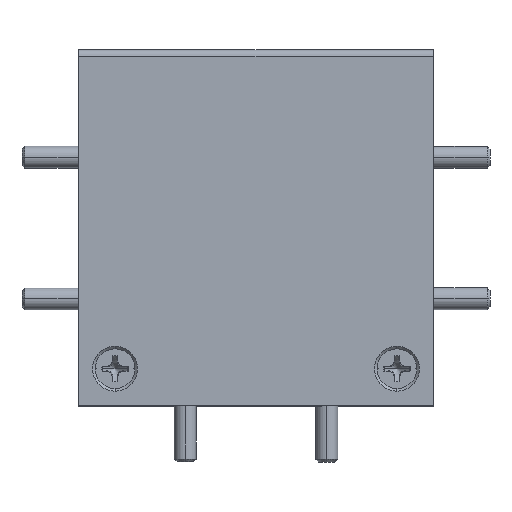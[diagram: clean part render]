
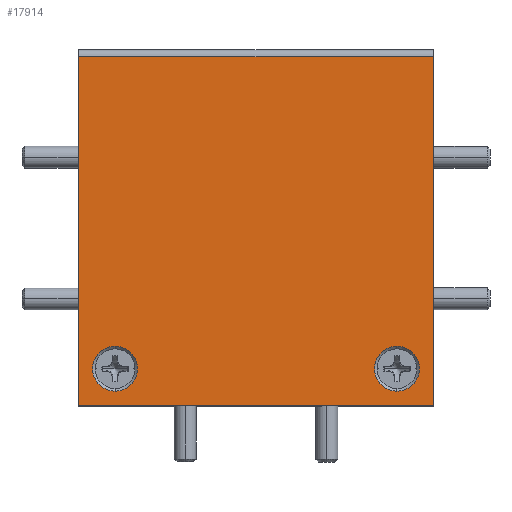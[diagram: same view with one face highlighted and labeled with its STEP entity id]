
A CAD part, top view. The second image highlights one B-rep face of the part: STEP entity #17914.
In plain terms, the highlighted planar face has unit normal (0, 0, 1).
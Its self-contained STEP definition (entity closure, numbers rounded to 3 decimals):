
#317 = FACE_BOUND ( 'NONE', #1895, .T. ) ;
#716 = DIRECTION ( 'NONE',  ( 0., 0., -1. ) ) ;
#755 = DIRECTION ( 'NONE',  ( 0., -1., 0. ) ) ;
#893 = LINE ( 'NONE', #7126, #10429 ) ;
#1015 = DIRECTION ( 'NONE',  ( 0., 0., 1. ) ) ;
#1274 = CARTESIAN_POINT ( 'NONE',  ( -12.478, -6.187, 44.2 ) ) ;
#1832 = EDGE_CURVE ( 'NONE', #15496, #8365, #6551, .T. ) ;
#1895 = EDGE_LOOP ( 'NONE', ( #16104, #17490 ) ) ;
#1999 = DIRECTION ( 'NONE',  ( 0., 0., 1. ) ) ;
#2434 = EDGE_LOOP ( 'NONE', ( #2519, #4749, #8276, #9582 ) ) ;
#2519 = ORIENTED_EDGE ( 'NONE', *, *, #15941, .T. ) ;
#2875 = CARTESIAN_POINT ( 'NONE',  ( -12.478, -7.787, 44.2 ) ) ;
#3260 = EDGE_CURVE ( 'NONE', #18532, #5390, #17302, .T. ) ;
#3385 = FACE_BOUND ( 'NONE', #17158, .T. ) ;
#3926 = AXIS2_PLACEMENT_3D ( 'NONE', #16143, #716, #19232 ) ;
#3931 = CIRCLE ( 'NONE', #16322, 1.6 ) ;
#3998 = DIRECTION ( 'NONE',  ( 0., 0., 1. ) ) ;
#4345 = CARTESIAN_POINT ( 'NONE',  ( -15.068, 14.473, 44.2 ) ) ;
#4380 = CARTESIAN_POINT ( 'NONE',  ( 10.232, 14.473, 44.2 ) ) ;
#4557 = CARTESIAN_POINT ( 'NONE',  ( -15.068, -10.377, 44.2 ) ) ;
#4749 = ORIENTED_EDGE ( 'NONE', *, *, #14193, .F. ) ;
#5390 = VERTEX_POINT ( 'NONE', #14079 ) ;
#5577 = ORIENTED_EDGE ( 'NONE', *, *, #14012, .F. ) ;
#5790 = CIRCLE ( 'NONE', #17546, 1.6 ) ;
#6426 = VERTEX_POINT ( 'NONE', #4345 ) ;
#6551 = LINE ( 'NONE', #17772, #9421 ) ;
#6629 = CARTESIAN_POINT ( 'NONE',  ( 10.232, -10.377, 44.2 ) ) ;
#6819 = VECTOR ( 'NONE', #15656, 1000. ) ;
#6874 = CARTESIAN_POINT ( 'NONE',  ( 7.642, -9.387, 44.2 ) ) ;
#7126 = CARTESIAN_POINT ( 'NONE',  ( 10.232, 14.473, 44.2 ) ) ;
#7362 = DIRECTION ( 'NONE',  ( 0., -1., 0. ) ) ;
#8271 = PLANE ( 'NONE',  #3926 ) ;
#8276 = ORIENTED_EDGE ( 'NONE', *, *, #1832, .F. ) ;
#8365 = VERTEX_POINT ( 'NONE', #13582 ) ;
#8462 = EDGE_CURVE ( 'NONE', #5390, #18532, #3931, .T. ) ;
#8467 = AXIS2_PLACEMENT_3D ( 'NONE', #2875, #15640, #18736 ) ;
#8740 = AXIS2_PLACEMENT_3D ( 'NONE', #11482, #1999, #755 ) ;
#9080 = CARTESIAN_POINT ( 'NONE',  ( 7.642, -6.187, 44.2 ) ) ;
#9421 = VECTOR ( 'NONE', #16135, 1000. ) ;
#9582 = ORIENTED_EDGE ( 'NONE', *, *, #12867, .T. ) ;
#10411 = VERTEX_POINT ( 'NONE', #9080 ) ;
#10429 = VECTOR ( 'NONE', #11527, 1000. ) ;
#11482 = CARTESIAN_POINT ( 'NONE',  ( 7.642, -7.787, 44.2 ) ) ;
#11527 = DIRECTION ( 'NONE',  ( -1., 0., 0. ) ) ;
#12317 = VECTOR ( 'NONE', #12852, 1000. ) ;
#12677 = FACE_OUTER_BOUND ( 'NONE', #2434, .T. ) ;
#12693 = LINE ( 'NONE', #17194, #6819 ) ;
#12852 = DIRECTION ( 'NONE',  ( -1., 0., 0. ) ) ;
#12867 = EDGE_CURVE ( 'NONE', #15496, #6426, #893, .T. ) ;
#13332 = ORIENTED_EDGE ( 'NONE', *, *, #15680, .F. ) ;
#13380 = CARTESIAN_POINT ( 'NONE',  ( -12.478, -7.787, 44.2 ) ) ;
#13582 = CARTESIAN_POINT ( 'NONE',  ( 10.232, -10.377, 44.2 ) ) ;
#14012 = EDGE_CURVE ( 'NONE', #10411, #17652, #5790, .T. ) ;
#14079 = CARTESIAN_POINT ( 'NONE',  ( -12.478, -9.387, 44.2 ) ) ;
#14193 = EDGE_CURVE ( 'NONE', #8365, #17130, #19013, .T. ) ;
#15496 = VERTEX_POINT ( 'NONE', #4380 ) ;
#15640 = DIRECTION ( 'NONE',  ( 0., 0., 1. ) ) ;
#15656 = DIRECTION ( 'NONE',  ( 0., -1., 0. ) ) ;
#15680 = EDGE_CURVE ( 'NONE', #17652, #10411, #17580, .T. ) ;
#15941 = EDGE_CURVE ( 'NONE', #6426, #17130, #12693, .T. ) ;
#16104 = ORIENTED_EDGE ( 'NONE', *, *, #8462, .F. ) ;
#16135 = DIRECTION ( 'NONE',  ( 0., -1., 0. ) ) ;
#16143 = CARTESIAN_POINT ( 'NONE',  ( 10.232, -10.427, 44.2 ) ) ;
#16322 = AXIS2_PLACEMENT_3D ( 'NONE', #13380, #1015, #19631 ) ;
#17130 = VERTEX_POINT ( 'NONE', #4557 ) ;
#17158 = EDGE_LOOP ( 'NONE', ( #13332, #5577 ) ) ;
#17194 = CARTESIAN_POINT ( 'NONE',  ( -15.068, -10.427, 44.2 ) ) ;
#17302 = CIRCLE ( 'NONE', #8467, 1.6 ) ;
#17490 = ORIENTED_EDGE ( 'NONE', *, *, #3260, .F. ) ;
#17546 = AXIS2_PLACEMENT_3D ( 'NONE', #18007, #3998, #7362 ) ;
#17580 = CIRCLE ( 'NONE', #8740, 1.6 ) ;
#17652 = VERTEX_POINT ( 'NONE', #6874 ) ;
#17772 = CARTESIAN_POINT ( 'NONE',  ( 10.232, -10.427, 44.2 ) ) ;
#17914 = ADVANCED_FACE ( 'NONE', ( #3385, #317, #12677 ), #8271, .F. ) ;
#18007 = CARTESIAN_POINT ( 'NONE',  ( 7.642, -7.787, 44.2 ) ) ;
#18532 = VERTEX_POINT ( 'NONE', #1274 ) ;
#18736 = DIRECTION ( 'NONE',  ( 0., -1., 0. ) ) ;
#19013 = LINE ( 'NONE', #6629, #12317 ) ;
#19232 = DIRECTION ( 'NONE',  ( -1., 0., 0. ) ) ;
#19631 = DIRECTION ( 'NONE',  ( 0., -1., 0. ) ) ;
